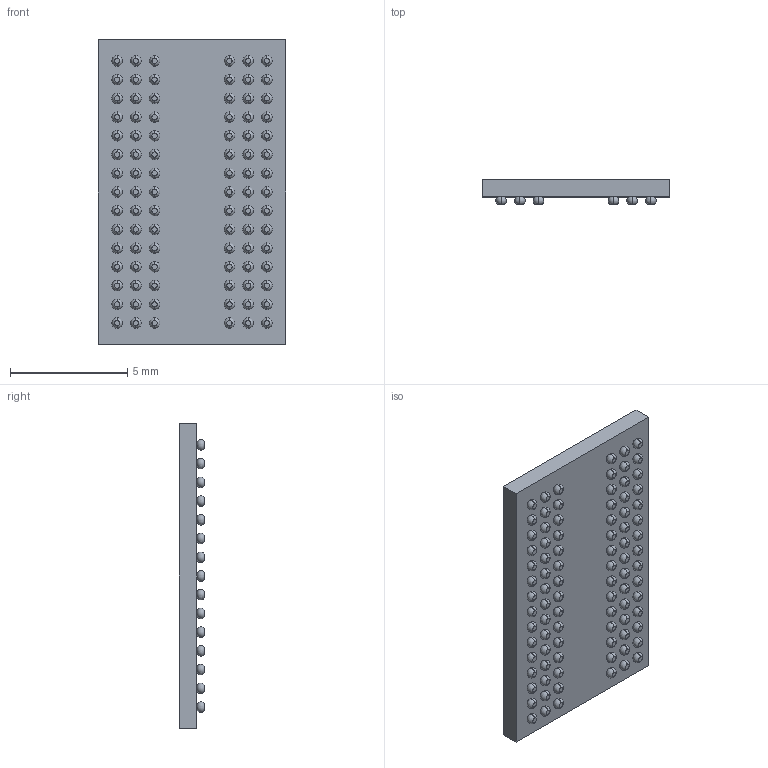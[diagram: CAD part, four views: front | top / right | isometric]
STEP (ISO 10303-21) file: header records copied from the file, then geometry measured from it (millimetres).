
FILE_DESCRIPTION (( 'STEP AP214' ), '1' );
FILE_NAME ('TF-BGA-90_13x8_0.8mm.step', '2018-11-03T15:16:22+00:00', 'Stefan Hamminga', '', '', '', '');
FILE_SCHEMA (( 'AUTOMOTIVE_DESIGN' ));
Length unit declared in the file: millimetre
Products named in the file (1): TF-BGA-90_13x8_0.8mm
Bounding box: 8 x 1.07 x 13 mm (x, y, z)
Volume: 81.6 mm3; surface area: 290.8 mm2
Topology: 91 solids, 91 shells, 367 faces, 556 edges, 372 vertices
Faces by surface type: plane 187, torus 180
Entity records: 9337 total; most frequent: DIRECTION 1832, CARTESIAN_POINT 1296, ORIENTED_EDGE 1112, AXIS2_PLACEMENT_3D 908, EDGE_CURVE 556, CIRCLE 540, VERTEX_POINT 372, EDGE_LOOP 368
